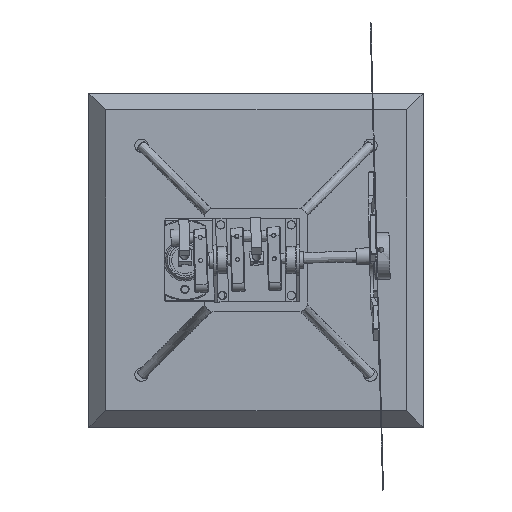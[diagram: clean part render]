
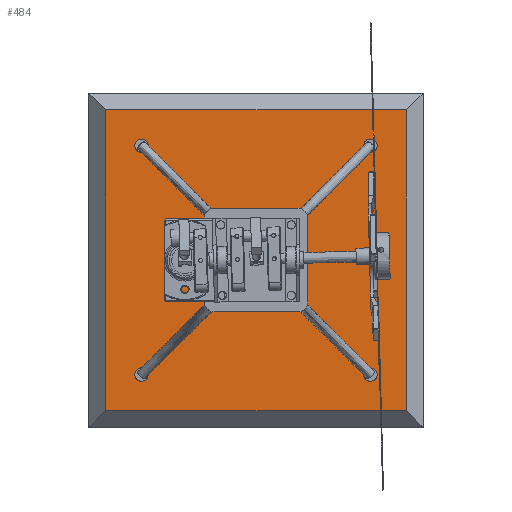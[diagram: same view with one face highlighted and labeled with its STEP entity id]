
A CAD part, front view. The second image highlights one B-rep face of the part: STEP entity #484.
In plain terms, the highlighted free-form (B-spline) face has degree [1, 1] with [2, 2] control points.
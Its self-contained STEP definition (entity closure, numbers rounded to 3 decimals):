
#22 = VERTEX_POINT('',#23);
#23 = CARTESIAN_POINT('',(205.21,0.065,
    327.881));
#41 = EDGE_CURVE('',#22,#22,#42,.T.);
#42 = ( BOUNDED_CURVE() B_SPLINE_CURVE(2,(#43,#44,#45,#46,#47,#48,#49),
.UNSPECIFIED.,.T.,.F.) B_SPLINE_CURVE_WITH_KNOTS((3,2,2,3),(
    3.142,5.236,7.33,9.425),
.PIECEWISE_BEZIER_KNOTS.) CURVE() GEOMETRIC_REPRESENTATION_ITEM() 
RATIONAL_B_SPLINE_CURVE((1.,0.5,1.,0.5,1.,0.5,1.)) REPRESENTATION_ITEM(
  '') );
#43 = CARTESIAN_POINT('',(205.21,0.065,
    327.881));
#44 = CARTESIAN_POINT('',(214.524,0.065,
    327.881));
#45 = CARTESIAN_POINT('',(209.867,0.065,
    319.815));
#46 = CARTESIAN_POINT('',(205.21,0.065,
    311.749));
#47 = CARTESIAN_POINT('',(200.553,0.065,
    319.815));
#48 = CARTESIAN_POINT('',(195.896,0.065,
    327.881));
#49 = CARTESIAN_POINT('',(205.21,0.065,
    327.881));
#83 = VERTEX_POINT('',#84);
#84 = CARTESIAN_POINT('',(205.21,0.065,
    143.711));
#102 = EDGE_CURVE('',#83,#83,#103,.T.);
#103 = ( BOUNDED_CURVE() B_SPLINE_CURVE(2,(#104,#105,#106,#107,#108,#109
,#110),.UNSPECIFIED.,.T.,.F.) B_SPLINE_CURVE_WITH_KNOTS((3,2,2,3),(
    3.142,5.236,7.33,9.425),
.PIECEWISE_BEZIER_KNOTS.) CURVE() GEOMETRIC_REPRESENTATION_ITEM() 
RATIONAL_B_SPLINE_CURVE((1.,0.5,1.,0.5,1.,0.5,1.)) REPRESENTATION_ITEM(
  '') );
#104 = CARTESIAN_POINT('',(205.21,0.065,
    143.711));
#105 = CARTESIAN_POINT('',(214.524,0.065,
    143.711));
#106 = CARTESIAN_POINT('',(209.867,0.065,
    135.645));
#107 = CARTESIAN_POINT('',(205.21,0.065,
    127.579));
#108 = CARTESIAN_POINT('',(200.553,0.065,
    135.645));
#109 = CARTESIAN_POINT('',(195.896,0.065,
    143.711));
#110 = CARTESIAN_POINT('',(205.21,0.065,
    143.711));
#144 = VERTEX_POINT('',#145);
#145 = CARTESIAN_POINT('',(21.04,0.065,
    143.711));
#163 = EDGE_CURVE('',#144,#144,#164,.T.);
#164 = ( BOUNDED_CURVE() B_SPLINE_CURVE(2,(#165,#166,#167,#168,#169,#170
,#171),.UNSPECIFIED.,.T.,.F.) B_SPLINE_CURVE_WITH_KNOTS((3,2,2,3),(
    3.142,5.236,7.33,9.425),
.PIECEWISE_BEZIER_KNOTS.) CURVE() GEOMETRIC_REPRESENTATION_ITEM() 
RATIONAL_B_SPLINE_CURVE((1.,0.5,1.,0.5,1.,0.5,1.)) REPRESENTATION_ITEM(
  '') );
#165 = CARTESIAN_POINT('',(21.04,0.065,
    143.711));
#166 = CARTESIAN_POINT('',(30.354,0.065,
    143.711));
#167 = CARTESIAN_POINT('',(25.697,0.065,
    135.645));
#168 = CARTESIAN_POINT('',(21.04,0.065,
    127.579));
#169 = CARTESIAN_POINT('',(16.383,0.065,
    135.645));
#170 = CARTESIAN_POINT('',(11.726,0.065,
    143.711));
#171 = CARTESIAN_POINT('',(21.04,0.065,
    143.711));
#205 = VERTEX_POINT('',#206);
#206 = CARTESIAN_POINT('',(21.04,0.065,
    327.881));
#224 = EDGE_CURVE('',#205,#205,#225,.T.);
#225 = ( BOUNDED_CURVE() B_SPLINE_CURVE(2,(#226,#227,#228,#229,#230,#231
,#232),.UNSPECIFIED.,.T.,.F.) B_SPLINE_CURVE_WITH_KNOTS((3,2,2,3),(
    3.142,5.236,7.33,9.425),
.PIECEWISE_BEZIER_KNOTS.) CURVE() GEOMETRIC_REPRESENTATION_ITEM() 
RATIONAL_B_SPLINE_CURVE((1.,0.5,1.,0.5,1.,0.5,1.)) REPRESENTATION_ITEM(
  '') );
#226 = CARTESIAN_POINT('',(21.04,0.065,
    327.881));
#227 = CARTESIAN_POINT('',(30.354,0.065,
    327.881));
#228 = CARTESIAN_POINT('',(25.697,0.065,
    319.815));
#229 = CARTESIAN_POINT('',(21.04,0.065,
    311.749));
#230 = CARTESIAN_POINT('',(16.383,0.065,
    319.815));
#231 = CARTESIAN_POINT('',(11.726,0.065,
    327.881));
#232 = CARTESIAN_POINT('',(21.04,0.065,
    327.881));
#266 = VERTEX_POINT('',#267);
#267 = CARTESIAN_POINT('',(113.125,0.065,
    266.043));
#285 = EDGE_CURVE('',#266,#266,#286,.T.);
#286 = ( BOUNDED_CURVE() B_SPLINE_CURVE(2,(#287,#288,#289,#290,#291,#292
,#293),.UNSPECIFIED.,.T.,.F.) B_SPLINE_CURVE_WITH_KNOTS((3,2,2,3),(
    3.142,5.236,7.33,9.425),
.PIECEWISE_BEZIER_KNOTS.) CURVE() GEOMETRIC_REPRESENTATION_ITEM() 
RATIONAL_B_SPLINE_CURVE((1.,0.5,1.,0.5,1.,0.5,1.)) REPRESENTATION_ITEM(
  '') );
#287 = CARTESIAN_POINT('',(113.125,0.065,
    266.043));
#288 = CARTESIAN_POINT('',(174.828,0.065,
    266.043));
#289 = CARTESIAN_POINT('',(143.976,0.065,
    212.606));
#290 = CARTESIAN_POINT('',(113.125,0.065,
    159.17));
#291 = CARTESIAN_POINT('',(82.274,0.065,
    212.606));
#292 = CARTESIAN_POINT('',(51.422,0.065,
    266.043));
#293 = CARTESIAN_POINT('',(113.125,0.065,
    266.043));
#326 = EDGE_CURVE('',#327,#329,#331,.T.);
#327 = VERTEX_POINT('',#328);
#328 = CARTESIAN_POINT('',(-7.863,0.065,
    351.406));
#329 = VERTEX_POINT('',#330);
#330 = CARTESIAN_POINT('',(234.113,0.065,
    351.406));
#331 = B_SPLINE_CURVE_WITH_KNOTS('',1,(#332,#333),.UNSPECIFIED.,.F.,.F.,
  (2,2),(-140.,40.),.PIECEWISE_BEZIER_KNOTS.);
#332 = CARTESIAN_POINT('',(-7.863,0.065,
    351.406));
#333 = CARTESIAN_POINT('',(234.113,0.065,
    351.406));
#362 = EDGE_CURVE('',#329,#363,#365,.T.);
#363 = VERTEX_POINT('',#364);
#364 = CARTESIAN_POINT('',(234.113,0.065,
    109.431));
#365 = B_SPLINE_CURVE_WITH_KNOTS('',1,(#366,#367),.UNSPECIFIED.,.F.,.F.,
  (2,2),(-140.,40.),.PIECEWISE_BEZIER_KNOTS.);
#366 = CARTESIAN_POINT('',(234.113,0.065,
    351.406));
#367 = CARTESIAN_POINT('',(234.113,0.065,
    109.431));
#390 = EDGE_CURVE('',#363,#391,#393,.T.);
#391 = VERTEX_POINT('',#392);
#392 = CARTESIAN_POINT('',(-7.863,0.065,
    109.431));
#393 = B_SPLINE_CURVE_WITH_KNOTS('',1,(#394,#395),.UNSPECIFIED.,.F.,.F.,
  (2,2),(-140.,40.),.PIECEWISE_BEZIER_KNOTS.);
#394 = CARTESIAN_POINT('',(234.113,0.065,
    109.431));
#395 = CARTESIAN_POINT('',(-7.863,0.065,
    109.431));
#424 = EDGE_CURVE('',#391,#327,#425,.T.);
#425 = B_SPLINE_CURVE_WITH_KNOTS('',1,(#426,#427),.UNSPECIFIED.,.F.,.F.,
  (2,2),(-140.,40.),.PIECEWISE_BEZIER_KNOTS.);
#426 = CARTESIAN_POINT('',(-7.863,0.065,
    109.431));
#427 = CARTESIAN_POINT('',(-7.863,0.065,
    351.406));
#484 = ADVANCED_FACE('',(#485,#491,#494,#497,#500,#503),#506,.T.);
#485 = FACE_BOUND('',#486,.T.);
#486 = EDGE_LOOP('',(#487,#488,#489,#490));
#487 = ORIENTED_EDGE('',*,*,#326,.F.);
#488 = ORIENTED_EDGE('',*,*,#424,.F.);
#489 = ORIENTED_EDGE('',*,*,#390,.F.);
#490 = ORIENTED_EDGE('',*,*,#362,.F.);
#491 = FACE_BOUND('',#492,.T.);
#492 = EDGE_LOOP('',(#493));
#493 = ORIENTED_EDGE('',*,*,#41,.T.);
#494 = FACE_BOUND('',#495,.T.);
#495 = EDGE_LOOP('',(#496));
#496 = ORIENTED_EDGE('',*,*,#102,.T.);
#497 = FACE_BOUND('',#498,.T.);
#498 = EDGE_LOOP('',(#499));
#499 = ORIENTED_EDGE('',*,*,#163,.T.);
#500 = FACE_BOUND('',#501,.T.);
#501 = EDGE_LOOP('',(#502));
#502 = ORIENTED_EDGE('',*,*,#224,.T.);
#503 = FACE_BOUND('',#504,.T.);
#504 = EDGE_LOOP('',(#505));
#505 = ORIENTED_EDGE('',*,*,#285,.T.);
#506 = B_SPLINE_SURFACE_WITH_KNOTS('',1,1,(
    (#507,#508)
    ,(#509,#510
    )),.UNSPECIFIED.,.F.,.F.,.F.,(2,2),(2,2),(-90.,90.),(-90.,90.),
  .PIECEWISE_BEZIER_KNOTS.);
#507 = CARTESIAN_POINT('',(234.113,0.065,
    351.406));
#508 = CARTESIAN_POINT('',(234.113,0.065,
    109.431));
#509 = CARTESIAN_POINT('',(-7.863,0.065,
    351.406));
#510 = CARTESIAN_POINT('',(-7.863,0.065,
    109.431));
